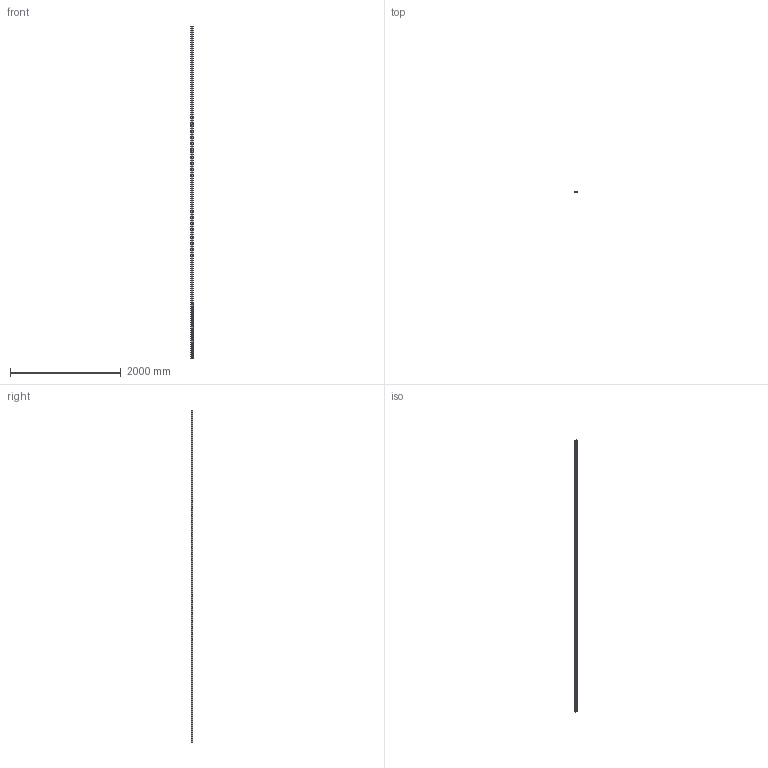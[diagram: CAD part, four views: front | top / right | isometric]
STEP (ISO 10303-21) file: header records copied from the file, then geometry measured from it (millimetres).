
FILE_DESCRIPTION (( 'STEP AP214' ), '1' );
FILE_NAME ('1122992.STEP', '2026-02-09T09:29:39', ( '' ), ( '' ), 'SwSTEP 2.0', 'SolidWorks 2024', '' );
FILE_SCHEMA (( 'AUTOMOTIVE_DESIGN' ));
Length unit declared in the file: millimetre
Products named in the file (1): 1122992
Bounding box: 41 x 21 x 6000 mm (x, y, z)
Volume: 1142946.3 mm3; surface area: 1170376 mm2
Topology: 1 solids, 1 shells, 944 faces, 2388 edges, 1576 vertices
Faces by surface type: plane 512, cylinder 432
Entity records: 28655 total; most frequent: DIRECTION 5142, CARTESIAN_POINT 4909, ORIENTED_EDGE 4776, EDGE_CURVE 2388, AXIS2_PLACEMENT_3D 1809, VERTEX_POINT 1576, VECTOR 1524, LINE 1524
